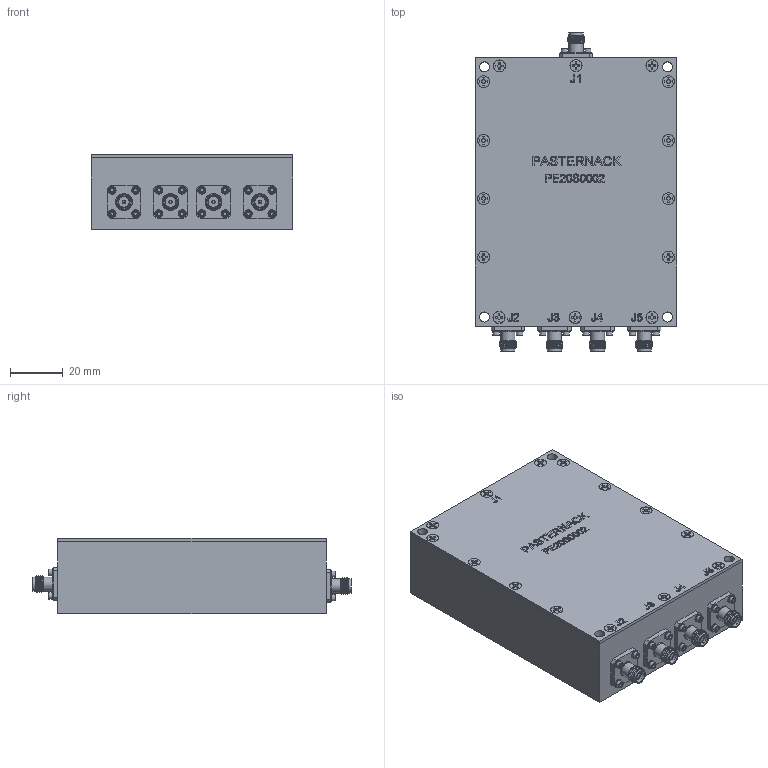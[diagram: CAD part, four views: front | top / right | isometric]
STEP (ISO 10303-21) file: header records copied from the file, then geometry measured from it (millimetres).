
FILE_DESCRIPTION (( 'STEP AP203' ), '1' );
FILE_NAME ('PE20S0002_3D.step', '2022-06-01T15:19:12', ( '' ), ( '' ), 'SwSTEP 2.0', 'SolidWorks 2021', '' );
FILE_SCHEMA (( 'CONFIG_CONTROL_DESIGN' ));
Products named in the file (1): PE20S0002_3D
Bounding box: 76.2 x 120.75 x 28.45 mm (x, y, z)
Volume: 221031.3 mm3; surface area: 30282.9 mm2
Topology: 1 solids, 23 shells, 1669 faces, 4022 edges, 2602 vertices
Faces by surface type: plane 831, cone 311, bspline 269, cylinder 253, torus 5
Full cylindrical faces by diameter (mm): 1.016 x5, 1.27 x10, 1.524 x60, 1.742 x1, 1.834 x1, 1.854 x25, 2.438 x20, 2.946 x20, 3.81 x4, 4.521 x5, 4.572 x14, 5.08 x5, 5.334 x10
Entity records: 87488 total; most frequent: CARTESIAN_POINT 54173, ORIENTED_EDGE 7084, DIRECTION 5818, EDGE_CURVE 3542, VERTEX_POINT 2396, AXIS2_PLACEMENT_3D 2119, EDGE_LOOP 2078, FACE_OUTER_BOUND 1754
